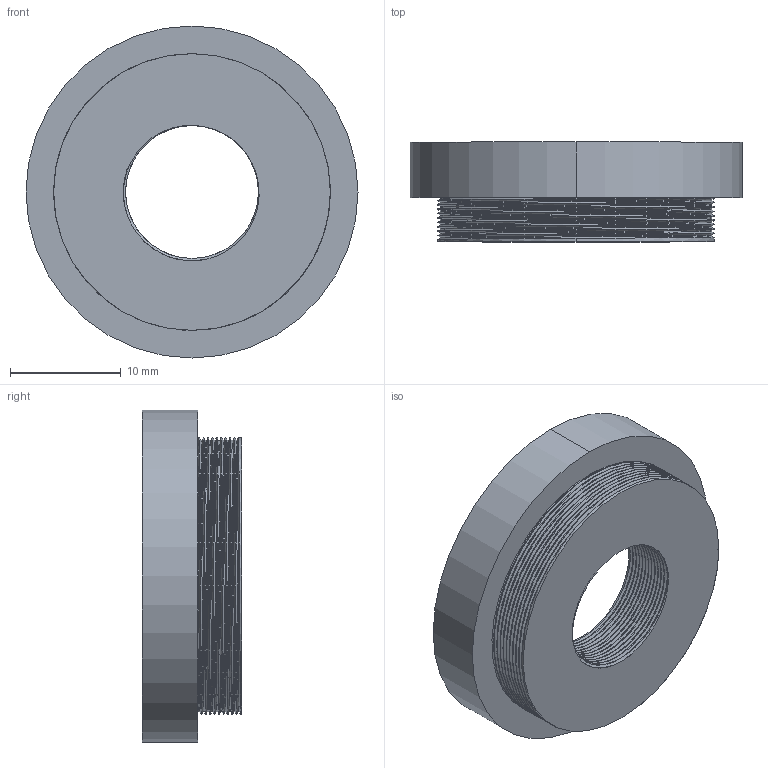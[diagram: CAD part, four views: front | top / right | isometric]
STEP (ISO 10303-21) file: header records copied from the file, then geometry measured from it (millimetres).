
FILE_DESCRIPTION (( 'STEP AP214' ), '1' );
FILE_NAME ('M12蛌cs蛌諉遠.STEP', '2020-07-28T07:38:58', ( 'arducam007' ), ( '' ), 'SwSTEP 2.0', 'SolidWorks 2018', '' );
FILE_SCHEMA (( 'AUTOMOTIVE_DESIGN' ));
Length unit declared in the file: millimetre
Products named in the file (1): M12蛌cs蛌諉遠
Bounding box: 30 x 9 x 30 mm (x, y, z)
Volume: 3026.6 mm3; surface area: 3010.6 mm2
Topology: 1 solids, 1 shells, 90 faces, 246 edges, 160 vertices
Faces by surface type: cylinder 70, bspline 11, plane 9
Entity records: 7121 total; most frequent: CARTESIAN_POINT 5267, ORIENTED_EDGE 492, DIRECTION 277, EDGE_CURVE 246, VERTEX_POINT 160, AXIS2_PLACEMENT_3D 98, EDGE_LOOP 94, FACE_OUTER_BOUND 90
